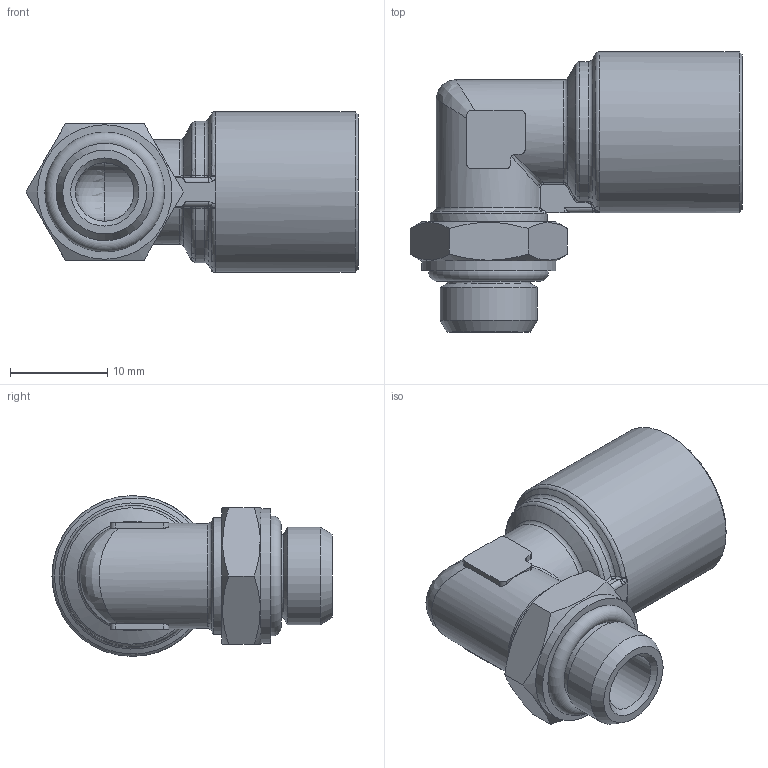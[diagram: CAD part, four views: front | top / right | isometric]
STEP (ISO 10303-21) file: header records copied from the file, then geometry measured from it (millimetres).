
FILE_DESCRIPTION(( 'MAF.16.08.M10X1.stp' ), '1');
FILE_NAME( 'MAF.16.08.M10X1.stp', '2021-02-19T15:27:24',( 'Sopra'),('sopra-pneumatic.com'), 'SwSTEP 2.0','SolidWorks 2009','' );
FILE_SCHEMA( ( 'AUTOMOTIVE_DESIGN { 1 0 10303 214 1 1 1 1 }' ) );
Length unit declared in the file: millimetre
Products named in the file (1): Rivoluzione2
Bounding box: 34.08 x 28.75 x 16.5 mm (x, y, z)
Volume: 4959.6 mm3; surface area: 4036 mm2
Topology: 1 solids, 1 shells, 251 faces, 651 edges, 421 vertices
Faces by surface type: bspline 97, plane 96, cylinder 37, cone 12, torus 8, sphere 1
Full cylindrical faces by diameter (mm): 4.85 x1, 5.85 x1, 6 x2, 8.15 x2, 8.5 x1, 10 x1, 12 x1, 13.8 x1, 14 x1, 16.5 x1
Entity records: 13927 total; most frequent: CARTESIAN_POINT 6622, ORIENTED_EDGE 1234, DIRECTION 786, EDGE_CURVE 617, VERTEX_POINT 414, EDGE_LOOP 298, LINE 288, VECTOR 288
